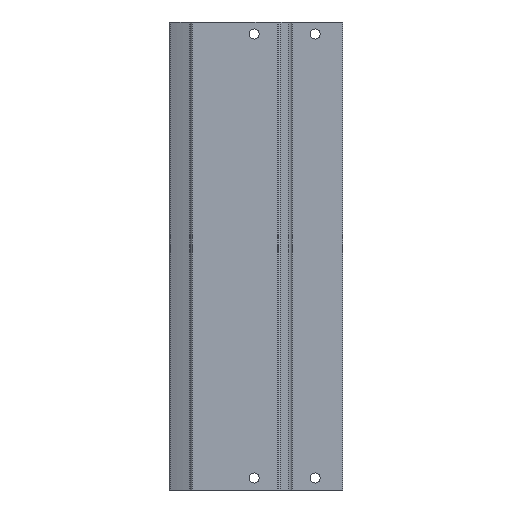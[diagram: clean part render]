
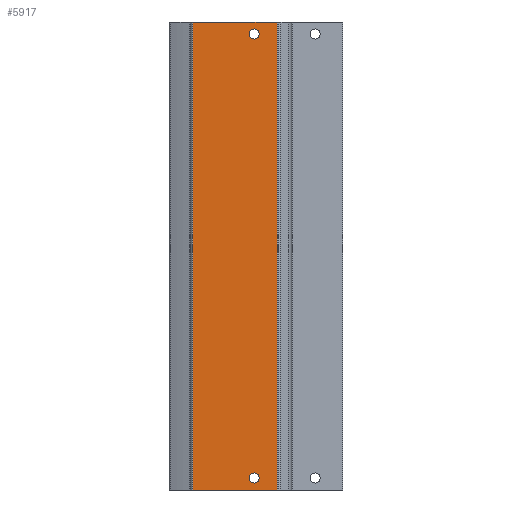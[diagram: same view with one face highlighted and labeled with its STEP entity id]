
A CAD part, front view. The second image highlights one B-rep face of the part: STEP entity #5917.
In plain terms, the highlighted planar face has unit normal (0, -1, 0).
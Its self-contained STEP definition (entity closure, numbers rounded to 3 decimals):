
#289=PLANE('',#6391);
#481=CIRCLE('',#6392,3.15);
#482=CIRCLE('',#6393,3.15);
#922=ORIENTED_EDGE('',*,*,#2444,.F.);
#923=ORIENTED_EDGE('',*,*,#2445,.F.);
#924=ORIENTED_EDGE('',*,*,#2446,.F.);
#925=ORIENTED_EDGE('',*,*,#2443,.F.);
#926=ORIENTED_EDGE('',*,*,#2447,.T.);
#927=ORIENTED_EDGE('',*,*,#2448,.T.);
#2443=EDGE_CURVE('',#3201,#3200,#3761,.T.);
#2444=EDGE_CURVE('',#3202,#3202,#481,.T.);
#2445=EDGE_CURVE('',#3203,#3203,#482,.T.);
#2446=EDGE_CURVE('',#3200,#3204,#3762,.T.);
#2447=EDGE_CURVE('',#3201,#3205,#3763,.T.);
#2448=EDGE_CURVE('',#3205,#3204,#3764,.T.);
#3200=VERTEX_POINT('',#9516);
#3201=VERTEX_POINT('',#9518);
#3202=VERTEX_POINT('',#9522);
#3203=VERTEX_POINT('',#9524);
#3204=VERTEX_POINT('',#9526);
#3205=VERTEX_POINT('',#9528);
#3761=LINE('',#9519,#4142);
#3762=LINE('',#9525,#4143);
#3763=LINE('',#9527,#4144);
#3764=LINE('',#9529,#4145);
#4142=VECTOR('',#7203,1000.);
#4143=VECTOR('',#7210,1000.);
#4144=VECTOR('',#7211,1000.);
#4145=VECTOR('',#7212,1000.);
#4533=EDGE_LOOP('',(#922));
#4534=EDGE_LOOP('',(#923));
#4535=EDGE_LOOP('',(#924,#925,#926,#927));
#5168=FACE_BOUND('',#4533,.T.);
#5169=FACE_BOUND('',#4534,.T.);
#5170=FACE_BOUND('',#4535,.T.);
#5917=ADVANCED_FACE('',(#5168,#5169,#5170),#289,.T.);
#6391=AXIS2_PLACEMENT_3D('',#9520,#7204,#7205);
#6392=AXIS2_PLACEMENT_3D('',#9521,#7206,#7207);
#6393=AXIS2_PLACEMENT_3D('',#9523,#7208,#7209);
#7203=DIRECTION('',(0.,0.,1.));
#7204=DIRECTION('',(0.,-1.,0.));
#7205=DIRECTION('',(0.,0.,-1.));
#7206=DIRECTION('',(0.,-1.,0.));
#7207=DIRECTION('',(0.,0.,-1.));
#7208=DIRECTION('',(0.,-1.,0.));
#7209=DIRECTION('',(0.,0.,-1.));
#7210=DIRECTION('',(1.,0.,0.));
#7211=DIRECTION('',(1.,0.,0.));
#7212=DIRECTION('',(0.,0.,1.));
#9516=CARTESIAN_POINT('',(-57.5,0.,0.));
#9518=CARTESIAN_POINT('',(-57.5,0.,-292.));
#9519=CARTESIAN_POINT('',(-57.5,0.,-292.));
#9520=CARTESIAN_POINT('',(-57.5,0.,-292.));
#9521=CARTESIAN_POINT('',(-19.,0.,-284.5));
#9522=CARTESIAN_POINT('',(-19.,0.,-287.65));
#9523=CARTESIAN_POINT('',(-19.,0.,-7.5));
#9524=CARTESIAN_POINT('',(-19.,0.,-10.65));
#9525=CARTESIAN_POINT('',(-57.5,0.,0.));
#9526=CARTESIAN_POINT('',(-4.7,0.,0.));
#9527=CARTESIAN_POINT('',(-57.5,0.,-292.));
#9528=CARTESIAN_POINT('',(-4.7,0.,-292.));
#9529=CARTESIAN_POINT('',(-4.7,0.,-292.));
